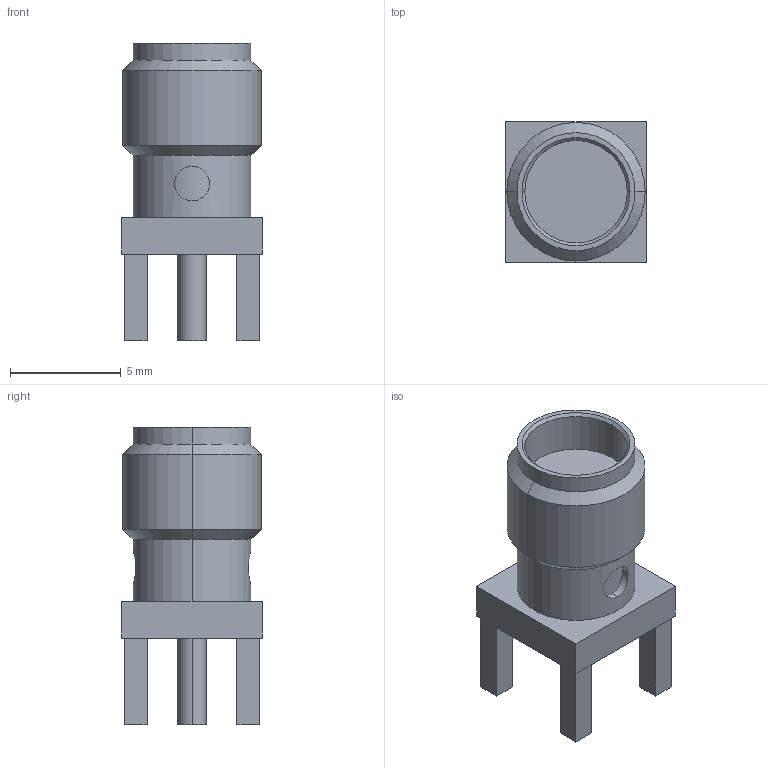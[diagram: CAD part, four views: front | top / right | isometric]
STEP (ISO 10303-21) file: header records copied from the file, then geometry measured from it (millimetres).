
FILE_DESCRIPTION (( 'STEP AP214' ), '1' );
FILE_NAME ('2985-6004.STEP', '2015-09-21T15:04:25', ( '' ), ( '' ), 'SwSTEP 2.0', 'SolidWorks 2015', '' );
FILE_SCHEMA (( 'AUTOMOTIVE_DESIGN' ));
Length unit declared in the file: inch
Products named in the file (1): 2985-6004
Bounding box: 6.35 x 6.35 x 13.46 mm (x, y, z)
Volume: 260.6 mm3; surface area: 385.7 mm2
Topology: 1 solids, 1 shells, 54 faces, 116 edges, 74 vertices
Faces by surface type: plane 30, cylinder 18, cone 6
Entity records: 2265 total; most frequent: CARTESIAN_POINT 377, DIRECTION 244, ORIENTED_EDGE 232, EDGE_CURVE 116, LINE 82, VECTOR 82, AXIS2_PLACEMENT_3D 81, VERTEX_POINT 74
